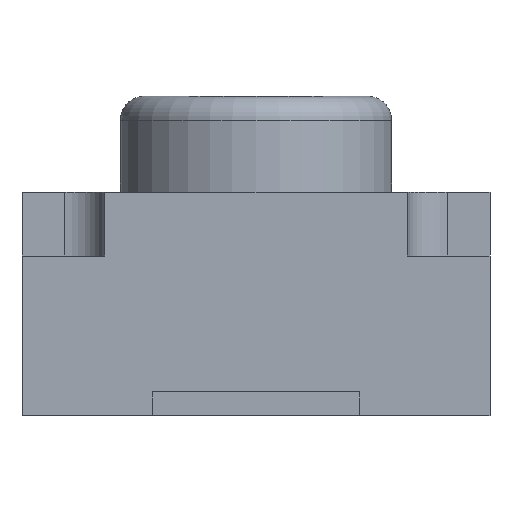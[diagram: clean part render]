
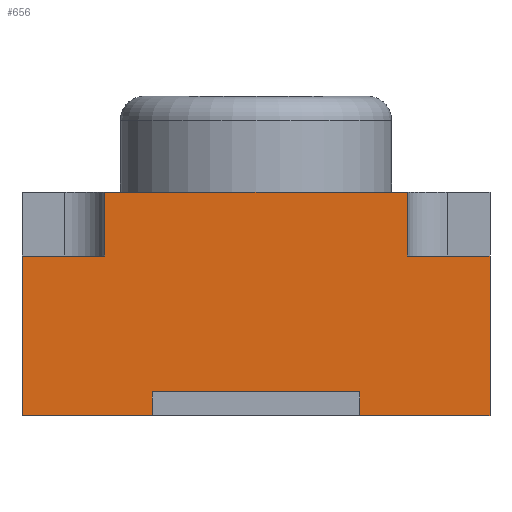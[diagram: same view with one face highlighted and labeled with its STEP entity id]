
A CAD part, left-side view. The second image highlights one B-rep face of the part: STEP entity #656.
In plain terms, the highlighted planar face has unit normal (-1, 0, 0).
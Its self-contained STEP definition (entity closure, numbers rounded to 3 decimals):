
#28=PLANE('',#711);
#59=FACE_OUTER_BOUND('',#92,.T.);
#92=EDGE_LOOP('',(#492,#493,#494,#495,#496,#497,#498,#499,#500,#501,#502,
#503));
#117=LINE('',#922,#194);
#119=LINE('',#926,#196);
#121=LINE('',#932,#198);
#128=LINE('',#950,#205);
#150=LINE('',#1004,#227);
#151=LINE('',#1006,#228);
#152=LINE('',#1008,#229);
#153=LINE('',#1010,#230);
#154=LINE('',#1012,#231);
#155=LINE('',#1014,#232);
#156=LINE('',#1015,#233);
#157=LINE('',#1016,#234);
#194=VECTOR('',#751,10.);
#196=VECTOR('',#755,10.);
#198=VECTOR('',#759,10.);
#205=VECTOR('',#776,10.);
#227=VECTOR('',#824,10.);
#228=VECTOR('',#825,10.);
#229=VECTOR('',#826,10.);
#230=VECTOR('',#827,10.);
#231=VECTOR('',#828,10.);
#232=VECTOR('',#829,10.);
#233=VECTOR('',#830,10.);
#234=VECTOR('',#831,10.);
#282=VERTEX_POINT('',#918);
#283=VERTEX_POINT('',#920);
#284=VERTEX_POINT('',#924);
#285=VERTEX_POINT('',#928);
#287=VERTEX_POINT('',#931);
#293=VERTEX_POINT('',#949);
#312=VERTEX_POINT('',#1003);
#313=VERTEX_POINT('',#1005);
#314=VERTEX_POINT('',#1007);
#315=VERTEX_POINT('',#1009);
#316=VERTEX_POINT('',#1011);
#317=VERTEX_POINT('',#1013);
#344=EDGE_CURVE('',#282,#283,#117,.T.);
#346=EDGE_CURVE('',#283,#284,#119,.T.);
#348=EDGE_CURVE('',#287,#285,#121,.T.);
#357=EDGE_CURVE('',#293,#287,#128,.T.);
#383=EDGE_CURVE('',#312,#284,#150,.T.);
#384=EDGE_CURVE('',#312,#313,#151,.T.);
#385=EDGE_CURVE('',#313,#314,#152,.T.);
#386=EDGE_CURVE('',#315,#314,#153,.T.);
#387=EDGE_CURVE('',#316,#315,#154,.T.);
#388=EDGE_CURVE('',#316,#317,#155,.T.);
#389=EDGE_CURVE('',#317,#293,#156,.T.);
#390=EDGE_CURVE('',#282,#285,#157,.T.);
#492=ORIENTED_EDGE('',*,*,#344,.T.);
#493=ORIENTED_EDGE('',*,*,#346,.T.);
#494=ORIENTED_EDGE('',*,*,#383,.F.);
#495=ORIENTED_EDGE('',*,*,#384,.T.);
#496=ORIENTED_EDGE('',*,*,#385,.T.);
#497=ORIENTED_EDGE('',*,*,#386,.F.);
#498=ORIENTED_EDGE('',*,*,#387,.F.);
#499=ORIENTED_EDGE('',*,*,#388,.T.);
#500=ORIENTED_EDGE('',*,*,#389,.T.);
#501=ORIENTED_EDGE('',*,*,#357,.T.);
#502=ORIENTED_EDGE('',*,*,#348,.T.);
#503=ORIENTED_EDGE('',*,*,#390,.F.);
#656=ADVANCED_FACE('',(#59),#28,.T.);
#711=AXIS2_PLACEMENT_3D('',#1002,#822,#823);
#751=DIRECTION('',(0.,0.,-1.));
#755=DIRECTION('',(0.,1.,0.));
#759=DIRECTION('',(0.,0.,1.));
#776=DIRECTION('',(0.,1.,0.));
#822=DIRECTION('center_axis',(-1.,0.,0.));
#823=DIRECTION('ref_axis',(0.,-1.,0.));
#824=DIRECTION('',(0.,0.,1.));
#825=DIRECTION('',(0.,-1.,0.));
#826=DIRECTION('',(0.,0.,1.));
#827=DIRECTION('',(0.,1.,0.));
#828=DIRECTION('',(0.,0.,1.));
#829=DIRECTION('',(0.,-1.,0.));
#830=DIRECTION('',(0.,0.,1.));
#831=DIRECTION('',(0.,-1.,0.));
#918=CARTESIAN_POINT('',(0.8,1.947,1.4));
#920=CARTESIAN_POINT('',(0.8,1.947,1.));
#922=CARTESIAN_POINT('',(0.8,1.947,0.7));
#924=CARTESIAN_POINT('',(0.8,2.465,1.));
#926=CARTESIAN_POINT('',(0.8,2.336,1.));
#928=CARTESIAN_POINT('',(0.8,0.053,1.4));
#931=CARTESIAN_POINT('',(0.8,0.053,1.));
#932=CARTESIAN_POINT('',(0.8,0.053,0.7));
#949=CARTESIAN_POINT('',(0.8,-0.465,1.));
#950=CARTESIAN_POINT('',(0.8,1.129,1.));
#1002=CARTESIAN_POINT('Origin',(0.8,2.465,0.));
#1003=CARTESIAN_POINT('',(0.8,2.465,0.));
#1004=CARTESIAN_POINT('',(0.8,2.465,0.));
#1005=CARTESIAN_POINT('',(0.8,1.65,0.));
#1006=CARTESIAN_POINT('',(0.8,2.465,0.));
#1007=CARTESIAN_POINT('',(0.8,1.65,0.15));
#1008=CARTESIAN_POINT('',(0.8,1.65,0.));
#1009=CARTESIAN_POINT('',(0.8,0.35,0.15));
#1010=CARTESIAN_POINT('',(0.8,2.465,0.15));
#1011=CARTESIAN_POINT('',(0.8,0.35,0.));
#1012=CARTESIAN_POINT('',(0.8,0.35,0.));
#1013=CARTESIAN_POINT('',(0.8,-0.465,0.));
#1014=CARTESIAN_POINT('',(0.8,2.465,0.));
#1015=CARTESIAN_POINT('',(0.8,-0.465,0.));
#1016=CARTESIAN_POINT('',(0.8,2.465,1.4));
